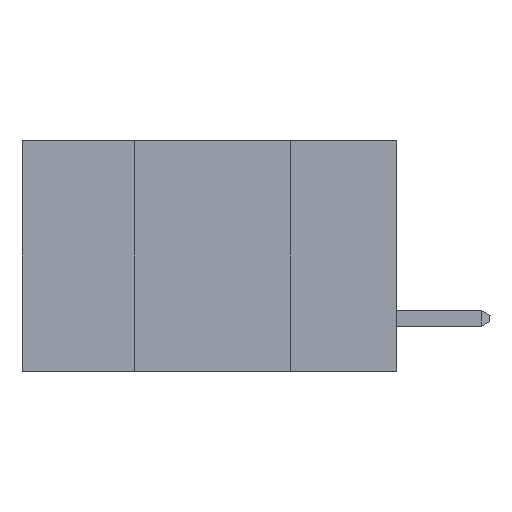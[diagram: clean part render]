
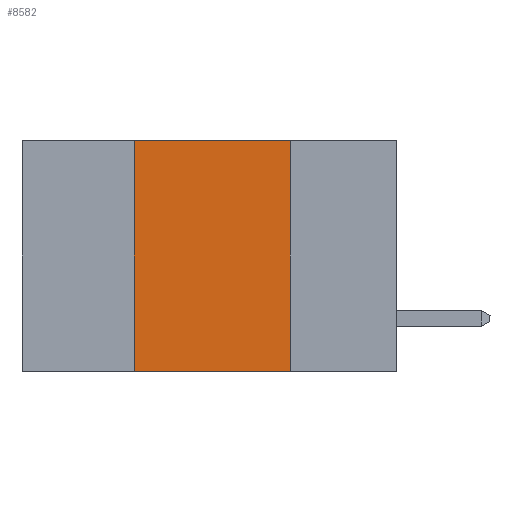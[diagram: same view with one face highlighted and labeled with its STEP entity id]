
A CAD part, left-side view. The second image highlights one B-rep face of the part: STEP entity #8582.
In plain terms, the highlighted planar face has unit normal (-1, 0, 0).
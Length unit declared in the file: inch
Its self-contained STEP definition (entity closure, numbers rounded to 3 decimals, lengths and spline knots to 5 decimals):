
#766 = CARTESIAN_POINT ( 'NONE',  ( 0., 0.6, 0. ) ) ;
#1388 = LINE ( 'NONE', #28498, #5028 ) ;
#2460 = VECTOR ( 'NONE', #18652, 39.37008 ) ;
#3380 = DIRECTION ( 'NONE',  ( 0., 0., -1. ) ) ;
#3526 = EDGE_LOOP ( 'NONE', ( #15366, #4816, #15698, #19126 ) ) ;
#4126 = LINE ( 'NONE', #26156, #4844 ) ;
#4816 = ORIENTED_EDGE ( 'NONE', *, *, #12339, .F. ) ;
#4844 = VECTOR ( 'NONE', #13081, 39.37008 ) ;
#5004 = DIRECTION ( 'NONE',  ( 0., -1., 0. ) ) ;
#5028 = VECTOR ( 'NONE', #5087, 39.37008 ) ;
#5087 = DIRECTION ( 'NONE',  ( 0., 0., 1. ) ) ;
#5521 = PLANE ( 'NONE',  #24433 ) ;
#7907 = VERTEX_POINT ( 'NONE', #28640 ) ;
#7942 = LINE ( 'NONE', #14139, #2460 ) ;
#8582 = ADVANCED_FACE ( 'NONE', ( #11270 ), #5521, .F. ) ;
#9450 = VERTEX_POINT ( 'NONE', #12271 ) ;
#9816 = CARTESIAN_POINT ( 'NONE',  ( 0., 0.17, -0.37 ) ) ;
#11270 = FACE_OUTER_BOUND ( 'NONE', #3526, .T. ) ;
#12271 = CARTESIAN_POINT ( 'NONE',  ( 0., 0.42, 0. ) ) ;
#12339 = EDGE_CURVE ( 'NONE', #9450, #7907, #4126, .T. ) ;
#13081 = DIRECTION ( 'NONE',  ( 0., -1., 0. ) ) ;
#14139 = CARTESIAN_POINT ( 'NONE',  ( 0., 0.17, 0. ) ) ;
#14296 = VECTOR ( 'NONE', #5004, 39.37008 ) ;
#15087 = EDGE_CURVE ( 'NONE', #29216, #26474, #29611, .T. ) ;
#15366 = ORIENTED_EDGE ( 'NONE', *, *, #25760, .F. ) ;
#15698 = ORIENTED_EDGE ( 'NONE', *, *, #25546, .F. ) ;
#18477 = CARTESIAN_POINT ( 'NONE',  ( 0., 0.6, -0.37 ) ) ;
#18652 = DIRECTION ( 'NONE',  ( 0., 0., -1. ) ) ;
#19126 = ORIENTED_EDGE ( 'NONE', *, *, #15087, .T. ) ;
#24433 = AXIS2_PLACEMENT_3D ( 'NONE', #766, #28719, #3380 ) ;
#25546 = EDGE_CURVE ( 'NONE', #29216, #9450, #1388, .T. ) ;
#25760 = EDGE_CURVE ( 'NONE', #7907, #26474, #7942, .T. ) ;
#26156 = CARTESIAN_POINT ( 'NONE',  ( 0., 0.6, 0. ) ) ;
#26474 = VERTEX_POINT ( 'NONE', #9816 ) ;
#28498 = CARTESIAN_POINT ( 'NONE',  ( 0., 0.42, 0. ) ) ;
#28640 = CARTESIAN_POINT ( 'NONE',  ( 0., 0.17, 0. ) ) ;
#28719 = DIRECTION ( 'NONE',  ( 1., 0., 0. ) ) ;
#28794 = CARTESIAN_POINT ( 'NONE',  ( 0., 0.42, -0.37 ) ) ;
#29216 = VERTEX_POINT ( 'NONE', #28794 ) ;
#29611 = LINE ( 'NONE', #18477, #14296 ) ;
